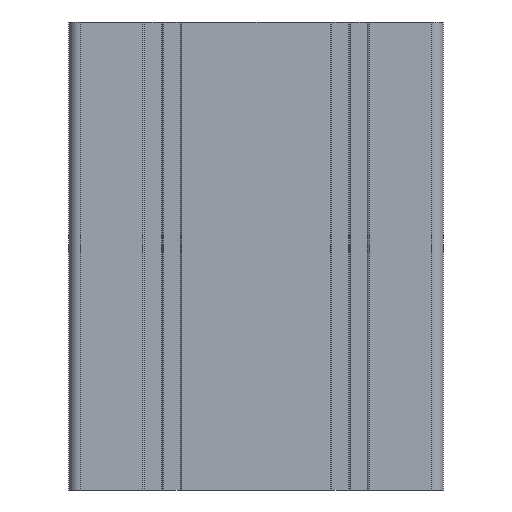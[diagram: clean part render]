
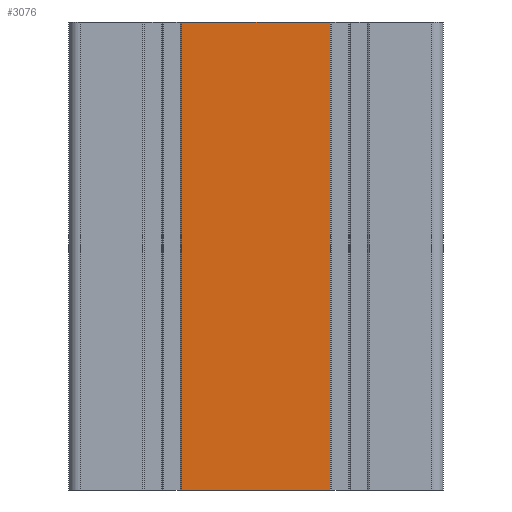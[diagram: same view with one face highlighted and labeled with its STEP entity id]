
A CAD part, front view. The second image highlights one B-rep face of the part: STEP entity #3076.
In plain terms, the highlighted planar face has unit normal (0, -1, 0).
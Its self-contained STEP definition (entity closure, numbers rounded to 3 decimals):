
#95=PLANE('',#3330);
#238=FACE_OUTER_BOUND('',#394,.T.);
#394=EDGE_LOOP('',(#2443,#2444,#2445,#2446));
#688=LINE('',#4956,#1022);
#689=LINE('',#4959,#1023);
#690=LINE('',#4961,#1024);
#691=LINE('',#4962,#1025);
#1022=VECTOR('',#4056,100.);
#1023=VECTOR('',#4059,31.7);
#1024=VECTOR('',#4060,31.7);
#1025=VECTOR('',#4061,100.);
#1463=VERTEX_POINT('',#4952);
#1464=VERTEX_POINT('',#4954);
#1465=VERTEX_POINT('',#4958);
#1466=VERTEX_POINT('',#4960);
#1878=EDGE_CURVE('',#1463,#1464,#688,.T.);
#1879=EDGE_CURVE('',#1465,#1463,#689,.T.);
#1880=EDGE_CURVE('',#1466,#1464,#690,.T.);
#1881=EDGE_CURVE('',#1465,#1466,#691,.T.);
#2443=ORIENTED_EDGE('',*,*,#1879,.T.);
#2444=ORIENTED_EDGE('',*,*,#1878,.T.);
#2445=ORIENTED_EDGE('',*,*,#1880,.F.);
#2446=ORIENTED_EDGE('',*,*,#1881,.F.);
#3076=ADVANCED_FACE('',(#238),#95,.T.);
#3330=AXIS2_PLACEMENT_3D('',#4957,#4057,#4058);
#4056=DIRECTION('',(0.,0.,1.));
#4057=DIRECTION('center_axis',(0.,-1.,0.));
#4058=DIRECTION('ref_axis',(1.,0.,0.));
#4059=DIRECTION('',(1.,0.,0.));
#4060=DIRECTION('',(1.,0.,0.));
#4061=DIRECTION('',(0.,0.,1.));
#4952=CARTESIAN_POINT('',(15.85,-20.,0.));
#4954=CARTESIAN_POINT('',(15.85,-20.,100.));
#4956=CARTESIAN_POINT('',(15.85,-20.,0.));
#4957=CARTESIAN_POINT('Origin',(-15.85,-20.,0.));
#4958=CARTESIAN_POINT('',(-15.85,-20.,0.));
#4959=CARTESIAN_POINT('',(-15.85,-20.,0.));
#4960=CARTESIAN_POINT('',(-15.85,-20.,100.));
#4961=CARTESIAN_POINT('',(-15.85,-20.,100.));
#4962=CARTESIAN_POINT('',(-15.85,-20.,0.));
